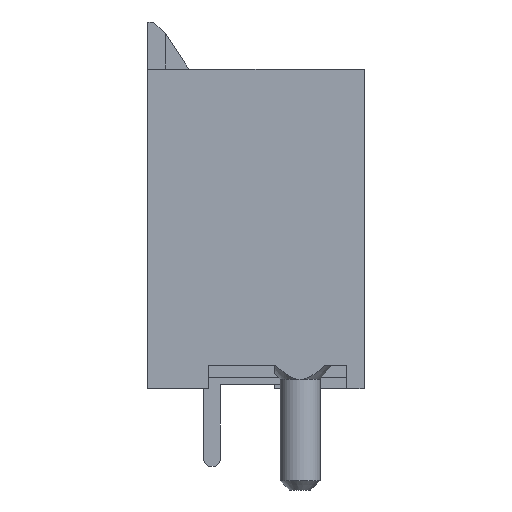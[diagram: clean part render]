
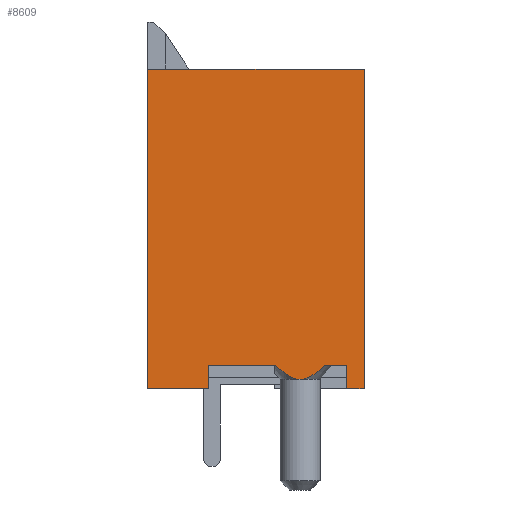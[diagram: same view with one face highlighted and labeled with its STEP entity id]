
A CAD part, left-side view. The second image highlights one B-rep face of the part: STEP entity #8609.
In plain terms, the highlighted planar face has unit normal (-1, 0, 0).
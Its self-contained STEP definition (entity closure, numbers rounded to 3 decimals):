
#26=B_SPLINE_CURVE_WITH_KNOTS('',3,(#12025,#12026,#12027,#12028,#12029,
#12030,#12031,#12032,#12033),.UNSPECIFIED.,.F.,.F.,(4,1,1,1,1,1,4),(0.,
0.25,0.375,0.5,0.625,0.75,1.),.UNSPECIFIED.);
#27=B_SPLINE_CURVE_WITH_KNOTS('',3,(#12035,#12036,#12037,#12038,#12039,
#12040,#12041,#12042,#12043),.UNSPECIFIED.,.F.,.F.,(4,1,1,1,1,1,4),(0.,
0.25,0.375,0.5,0.625,0.75,1.),.UNSPECIFIED.);
#1199=ORIENTED_EDGE('',*,*,#2695,.T.);
#1200=ORIENTED_EDGE('',*,*,#2696,.T.);
#1201=ORIENTED_EDGE('',*,*,#2697,.T.);
#1202=ORIENTED_EDGE('',*,*,#2698,.T.);
#1203=ORIENTED_EDGE('',*,*,#2699,.T.);
#1204=ORIENTED_EDGE('',*,*,#2700,.F.);
#1205=ORIENTED_EDGE('',*,*,#2623,.T.);
#1206=ORIENTED_EDGE('',*,*,#2570,.T.);
#1207=ORIENTED_EDGE('',*,*,#2549,.F.);
#1208=ORIENTED_EDGE('',*,*,#2693,.F.);
#1209=ORIENTED_EDGE('',*,*,#2701,.T.);
#2549=EDGE_CURVE('',#3426,#3427,#4148,.T.);
#2570=EDGE_CURVE('',#3441,#3427,#4165,.T.);
#2623=EDGE_CURVE('',#3475,#3441,#4218,.T.);
#2693=EDGE_CURVE('',#3505,#3426,#4288,.T.);
#2695=EDGE_CURVE('',#3506,#3507,#4290,.T.);
#2696=EDGE_CURVE('',#3507,#3508,#26,.T.);
#2697=EDGE_CURVE('',#3508,#3509,#27,.T.);
#2698=EDGE_CURVE('',#3509,#3510,#4291,.T.);
#2699=EDGE_CURVE('',#3510,#3511,#4292,.T.);
#2700=EDGE_CURVE('',#3475,#3511,#4293,.T.);
#2701=EDGE_CURVE('',#3505,#3506,#4294,.T.);
#3426=VERTEX_POINT('',#11733);
#3427=VERTEX_POINT('',#11735);
#3441=VERTEX_POINT('',#11775);
#3475=VERTEX_POINT('',#11871);
#3505=VERTEX_POINT('',#12018);
#3506=VERTEX_POINT('',#12023);
#3507=VERTEX_POINT('',#12024);
#3508=VERTEX_POINT('',#12034);
#3509=VERTEX_POINT('',#12044);
#3510=VERTEX_POINT('',#12046);
#3511=VERTEX_POINT('',#12048);
#4148=LINE('',#11734,#4960);
#4165=LINE('',#11774,#4977);
#4218=LINE('',#11870,#5030);
#4288=LINE('',#12019,#5100);
#4290=LINE('',#12022,#5102);
#4291=LINE('',#12045,#5103);
#4292=LINE('',#12047,#5104);
#4293=LINE('',#12049,#5105);
#4294=LINE('',#12050,#5106);
#4960=VECTOR('',#9785,1000.);
#4977=VECTOR('',#9820,1000.);
#5030=VECTOR('',#9891,1000.);
#5100=VECTOR('',#10057,1000.);
#5102=VECTOR('',#10061,1000.);
#5103=VECTOR('',#10062,1000.);
#5104=VECTOR('',#10063,1000.);
#5105=VECTOR('',#10064,1000.);
#5106=VECTOR('',#10065,1000.);
#5540=EDGE_LOOP('',(#1199,#1200,#1201,#1202,#1203,#1204,#1205,#1206,#1207,
#1208,#1209));
#5861=FACE_BOUND('',#5540,.T.);
#6172=PLANE('',#8937);
#8609=ADVANCED_FACE('',(#5861),#6172,.F.);
#8937=AXIS2_PLACEMENT_3D('',#12021,#10059,#10060);
#9785=DIRECTION('',(0.,-1.,0.));
#9820=DIRECTION('',(0.,0.,1.));
#9891=DIRECTION('',(0.,-1.,0.));
#10057=DIRECTION('',(0.,0.,1.));
#10059=DIRECTION('',(1.,0.,0.));
#10060=DIRECTION('',(0.,0.,-1.));
#10061=DIRECTION('',(0.,0.,-1.));
#10062=DIRECTION('',(0.,0.,-1.));
#10063=DIRECTION('',(0.,1.,0.));
#10064=DIRECTION('',(0.,0.,1.));
#10065=DIRECTION('',(0.,-1.,0.));
#11733=CARTESIAN_POINT('',(-8.35,13.6,4.6));
#11734=CARTESIAN_POINT('',(-8.35,13.6,4.6));
#11735=CARTESIAN_POINT('',(-8.35,0.,4.6));
#11774=CARTESIAN_POINT('',(-8.35,0.,-4.6));
#11775=CARTESIAN_POINT('',(-8.35,0.,-4.6));
#11870=CARTESIAN_POINT('',(-8.35,13.6,-4.6));
#11871=CARTESIAN_POINT('',(-8.35,13.6,-4.6));
#12018=CARTESIAN_POINT('',(-8.35,13.6,2.));
#12019=CARTESIAN_POINT('',(-8.35,13.6,-4.6));
#12021=CARTESIAN_POINT('',(-8.35,13.6,-4.6));
#12022=CARTESIAN_POINT('',(-8.35,12.6,-0.8));
#12023=CARTESIAN_POINT('',(-8.35,12.6,2.));
#12024=CARTESIAN_POINT('',(-8.35,12.6,-0.826));
#12025=CARTESIAN_POINT('',(-8.35,12.6,-0.826));
#12026=CARTESIAN_POINT('',(-8.35,12.684,-0.916));
#12027=CARTESIAN_POINT('',(-8.35,12.793,-1.04));
#12028=CARTESIAN_POINT('',(-8.35,12.916,-1.197));
#12029=CARTESIAN_POINT('',(-8.35,12.976,-1.277));
#12030=CARTESIAN_POINT('',(-8.35,13.087,-1.457));
#12031=CARTESIAN_POINT('',(-8.35,13.171,-1.648));
#12032=CARTESIAN_POINT('',(-8.35,13.2,-1.788));
#12033=CARTESIAN_POINT('',(-8.35,13.2,-1.875));
#12034=CARTESIAN_POINT('',(-8.35,13.2,-1.875));
#12035=CARTESIAN_POINT('',(-8.35,13.2,-1.875));
#12036=CARTESIAN_POINT('',(-8.35,13.2,-1.96));
#12037=CARTESIAN_POINT('',(-8.35,13.172,-2.098));
#12038=CARTESIAN_POINT('',(-8.35,13.089,-2.288));
#12039=CARTESIAN_POINT('',(-8.35,12.982,-2.464));
#12040=CARTESIAN_POINT('',(-8.35,12.922,-2.546));
#12041=CARTESIAN_POINT('',(-8.35,12.798,-2.705));
#12042=CARTESIAN_POINT('',(-8.35,12.686,-2.831));
#12043=CARTESIAN_POINT('',(-8.35,12.6,-2.924));
#12044=CARTESIAN_POINT('',(-8.35,12.6,-2.924));
#12045=CARTESIAN_POINT('',(-8.35,12.6,-0.8));
#12046=CARTESIAN_POINT('',(-8.35,12.6,-3.85));
#12047=CARTESIAN_POINT('',(-8.35,12.6,-3.85));
#12048=CARTESIAN_POINT('',(-8.35,13.6,-3.85));
#12049=CARTESIAN_POINT('',(-8.35,13.6,-4.6));
#12050=CARTESIAN_POINT('',(-8.35,12.6,2.));
